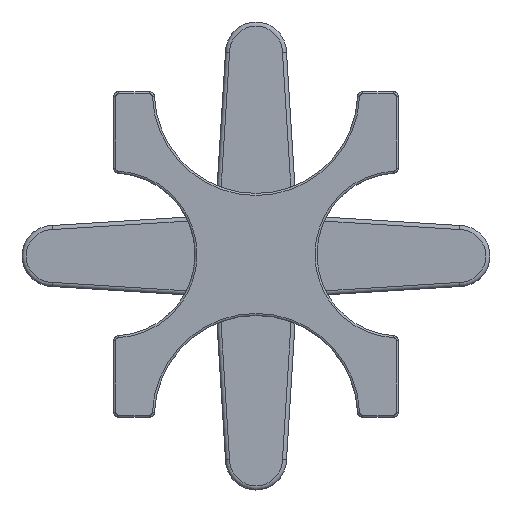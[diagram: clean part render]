
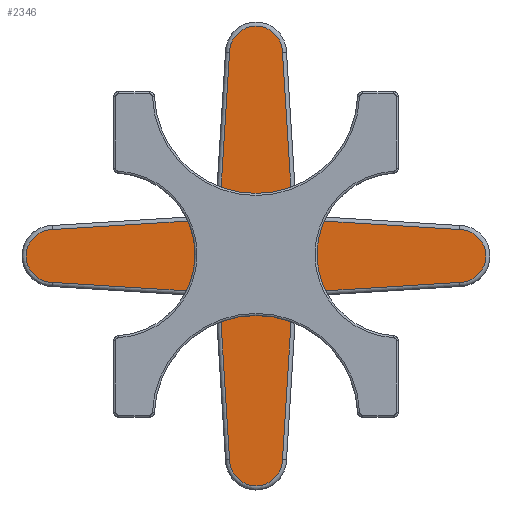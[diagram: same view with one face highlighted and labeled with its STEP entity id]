
A CAD part, top view. The second image highlights one B-rep face of the part: STEP entity #2346.
In plain terms, the highlighted planar face has unit normal (0, 0, 1).
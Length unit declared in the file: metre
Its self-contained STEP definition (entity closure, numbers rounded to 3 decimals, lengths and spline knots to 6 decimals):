
#216=CIRCLE('',#2589,0.013);
#217=CIRCLE('',#2590,0.013);
#218=CIRCLE('',#2591,0.013);
#219=CIRCLE('',#2592,0.013);
#492=ORIENTED_EDGE('',*,*,#1146,.T.);
#493=ORIENTED_EDGE('',*,*,#1147,.T.);
#494=ORIENTED_EDGE('',*,*,#1148,.T.);
#495=ORIENTED_EDGE('',*,*,#1149,.T.);
#496=ORIENTED_EDGE('',*,*,#1150,.T.);
#497=ORIENTED_EDGE('',*,*,#1151,.T.);
#498=ORIENTED_EDGE('',*,*,#1152,.T.);
#499=ORIENTED_EDGE('',*,*,#1153,.T.);
#500=ORIENTED_EDGE('',*,*,#1154,.T.);
#501=ORIENTED_EDGE('',*,*,#1155,.T.);
#502=ORIENTED_EDGE('',*,*,#1156,.T.);
#503=ORIENTED_EDGE('',*,*,#1157,.T.);
#1146=EDGE_CURVE('',#1476,#1477,#1690,.F.);
#1147=EDGE_CURVE('',#1477,#1478,#216,.T.);
#1148=EDGE_CURVE('',#1478,#1479,#1691,.T.);
#1149=EDGE_CURVE('',#1479,#1480,#1692,.T.);
#1150=EDGE_CURVE('',#1480,#1481,#217,.T.);
#1151=EDGE_CURVE('',#1481,#1482,#1693,.F.);
#1152=EDGE_CURVE('',#1482,#1483,#1694,.F.);
#1153=EDGE_CURVE('',#1483,#1484,#218,.T.);
#1154=EDGE_CURVE('',#1484,#1485,#1695,.T.);
#1155=EDGE_CURVE('',#1485,#1486,#1696,.T.);
#1156=EDGE_CURVE('',#1486,#1487,#219,.T.);
#1157=EDGE_CURVE('',#1487,#1476,#1697,.F.);
#1476=VERTEX_POINT('',#3883);
#1477=VERTEX_POINT('',#3884);
#1478=VERTEX_POINT('',#3886);
#1479=VERTEX_POINT('',#3888);
#1480=VERTEX_POINT('',#3890);
#1481=VERTEX_POINT('',#3892);
#1482=VERTEX_POINT('',#3894);
#1483=VERTEX_POINT('',#3896);
#1484=VERTEX_POINT('',#3898);
#1485=VERTEX_POINT('',#3900);
#1486=VERTEX_POINT('',#3902);
#1487=VERTEX_POINT('',#3904);
#1690=LINE('',#3882,#1862);
#1691=LINE('',#3887,#1863);
#1692=LINE('',#3889,#1864);
#1693=LINE('',#3893,#1865);
#1694=LINE('',#3895,#1866);
#1695=LINE('',#3899,#1867);
#1696=LINE('',#3901,#1868);
#1697=LINE('',#3905,#1869);
#1862=VECTOR('',#3035,1.);
#1863=VECTOR('',#3038,1.);
#1864=VECTOR('',#3039,1.);
#1865=VECTOR('',#3042,1.);
#1866=VECTOR('',#3043,1.);
#1867=VECTOR('',#3046,1.);
#1868=VECTOR('',#3047,1.);
#1869=VECTOR('',#3050,1.);
#2000=EDGE_LOOP('',(#492,#493,#494,#495,#496,#497,#498,#499,#500,#501,#502,
#503));
#2150=FACE_BOUND('',#2000,.T.);
#2290=PLANE('',#2588);
#2346=ADVANCED_FACE('',(#2150),#2290,.T.);
#2588=AXIS2_PLACEMENT_3D('',#3881,#3033,#3034);
#2589=AXIS2_PLACEMENT_3D('',#3885,#3036,#3037);
#2590=AXIS2_PLACEMENT_3D('',#3891,#3040,#3041);
#2591=AXIS2_PLACEMENT_3D('',#3897,#3044,#3045);
#2592=AXIS2_PLACEMENT_3D('',#3903,#3048,#3049);
#3033=DIRECTION('',(0.,0.,1.));
#3034=DIRECTION('',(1.,0.,0.));
#3035=DIRECTION('',(0.062,-0.998,0.));
#3036=DIRECTION('',(0.,0.,1.));
#3037=DIRECTION('',(1.,0.,0.));
#3038=DIRECTION('',(-0.062,-0.998,0.));
#3039=DIRECTION('',(-0.998,-0.062,0.));
#3040=DIRECTION('',(0.,0.,1.));
#3041=DIRECTION('',(1.,0.,0.));
#3042=DIRECTION('',(-0.998,0.062,0.));
#3043=DIRECTION('',(-0.062,0.998,0.));
#3044=DIRECTION('',(0.,0.,1.));
#3045=DIRECTION('',(1.,0.,0.));
#3046=DIRECTION('',(0.062,0.998,0.));
#3047=DIRECTION('',(0.998,0.062,0.));
#3048=DIRECTION('',(0.,0.,1.));
#3049=DIRECTION('',(1.,0.,0.));
#3050=DIRECTION('',(0.998,-0.062,0.));
#3881=CARTESIAN_POINT('',(0.,-0.001985,0.01));
#3882=CARTESIAN_POINT('',(0.019295,-0.000779,0.01));
#3883=CARTESIAN_POINT('',(0.018114,0.018114,0.01));
#3884=CARTESIAN_POINT('',(0.013,0.09994,0.01));
#3885=CARTESIAN_POINT('',(0.,0.1,0.01));
#3886=CARTESIAN_POINT('',(-0.013,0.09994,0.01));
#3887=CARTESIAN_POINT('',(-0.018004,0.019875,0.01));
#3888=CARTESIAN_POINT('',(-0.018114,0.018114,0.01));
#3889=CARTESIAN_POINT('',(-0.099875,0.013004,0.01));
#3890=CARTESIAN_POINT('',(-0.09994,0.013,0.01));
#3891=CARTESIAN_POINT('',(-0.1,0.,0.01));
#3892=CARTESIAN_POINT('',(-0.09994,-0.013,0.01));
#3893=CARTESIAN_POINT('',(-0.001075,-0.019179,0.01));
#3894=CARTESIAN_POINT('',(-0.018114,-0.018114,0.01));
#3895=CARTESIAN_POINT('',(-0.019048,-0.003175,0.01));
#3896=CARTESIAN_POINT('',(-0.013,-0.09994,0.01));
#3897=CARTESIAN_POINT('',(0.,-0.1,0.01));
#3898=CARTESIAN_POINT('',(0.013,-0.09994,0.01));
#3899=CARTESIAN_POINT('',(0.018004,-0.019875,0.01));
#3900=CARTESIAN_POINT('',(0.018114,-0.018114,0.01));
#3901=CARTESIAN_POINT('',(0.099875,-0.013004,0.01));
#3902=CARTESIAN_POINT('',(0.09994,-0.013,0.01));
#3903=CARTESIAN_POINT('',(0.1,0.,0.01));
#3904=CARTESIAN_POINT('',(0.09994,0.013,0.01));
#3905=CARTESIAN_POINT('',(0.001322,0.019163,0.01));
